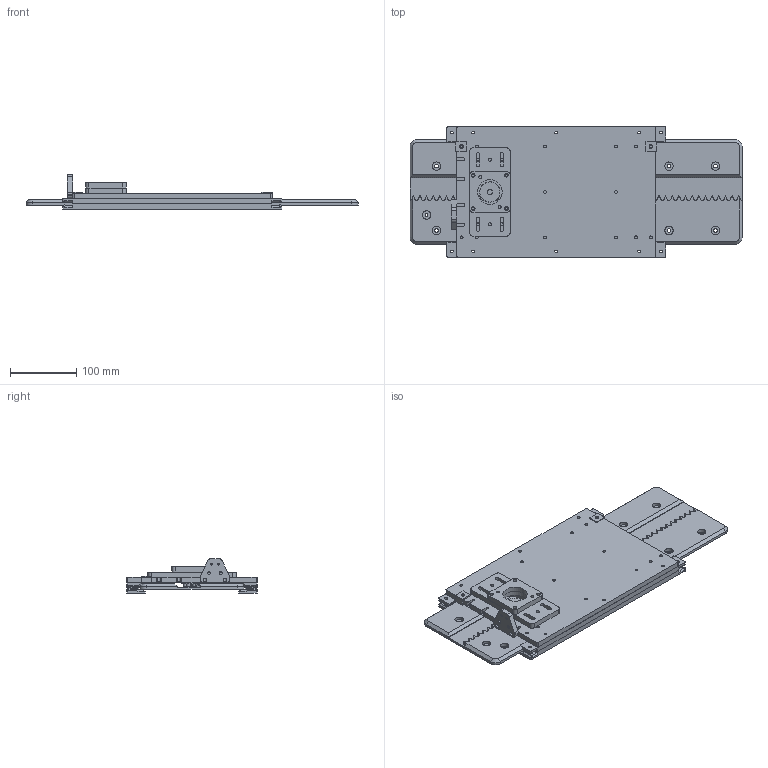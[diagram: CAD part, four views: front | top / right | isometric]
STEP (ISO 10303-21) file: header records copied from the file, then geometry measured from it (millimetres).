
FILE_DESCRIPTION(/* description */ (''),/* implementation_level */ '2;1');
FILE_NAME(/* name */ 'fusion360_axis_with_CAM.step',/* time_stamp */ '2018-03-07T16:45:27+01:00',/* author */ ('jaknil'),/* organization */ (''),/* preprocessor_version */ 'ST-DEVELOPER v16.13',/* originating_system */ 'Autodesk Translation Framework v6.5.0.72',/* authorisation */ '');
FILE_SCHEMA (('AUTOMOTIVE_DESIGN { 1 0 10303 214 3 1 1 }'));
Length unit declared in the file: millimetre
Products named in the file (12): Fusion360 6mm Axis with CAM; Rack; Pinion; motor_plate; Axis_plate; Outer_glide_block_adjustable; Inner_glide_block_adjustable; Outer_glide_block_fixed; Inner_glide_block_fixed; X-viper; Motor_spacer; sensor_mount
Assembly tree (11 placements, depth 2):
  Fusion360 6mm Axis with CAM
    Rack
    Pinion
    motor_plate
    Axis_plate
    Outer_glide_block_adjustable
    Inner_glide_block_adjustable
    Outer_glide_block_fixed
    Inner_glide_block_fixed
    X-viper
    Motor_spacer
    sensor_mount
Bounding box: 500 x 197 x 52 mm (x, y, z)
Volume: 1292322.7 mm3; surface area: 434669.8 mm2
Topology: 11 solids, 11 shells, 725 faces, 2001 edges, 1303 vertices
Faces by surface type: plane 295, cylinder 246, bspline 168, cone 16
Full cylindrical faces by diameter (mm): 3 x2, 4.2 x40, 4.5 x10, 5 x6, 5.2 x10, 5.5 x18, 12.5 x16, 30.399 x1, 37 x1, 39 x1
Entity records: 30267 total; most frequent: CARTESIAN_POINT 12002, ORIENTED_EDGE 3978, DIRECTION 3206, EDGE_CURVE 1989, VERTEX_POINT 1303, AXIS2_PLACEMENT_3D 1083, LINE 1040, VECTOR 1040
